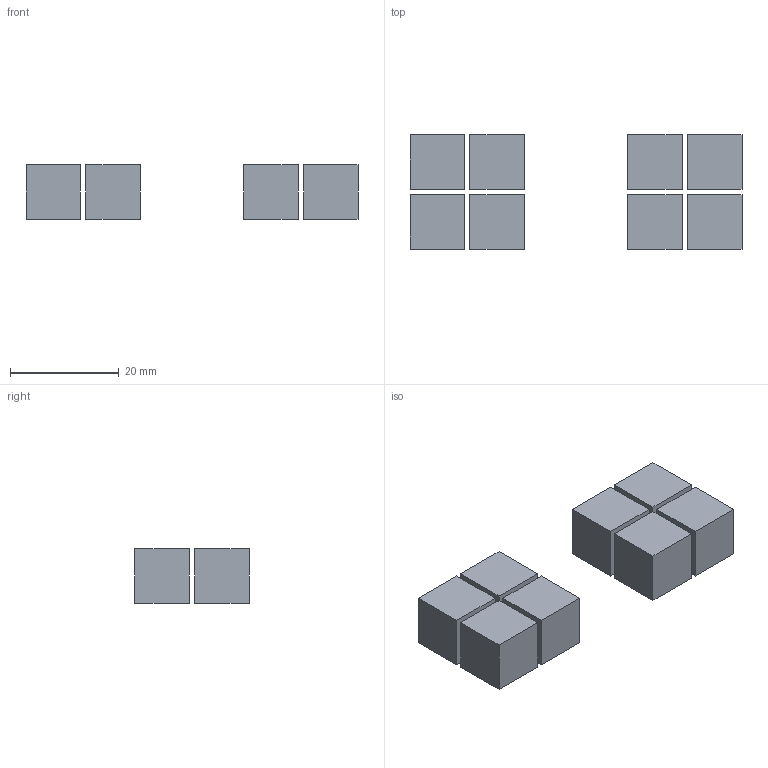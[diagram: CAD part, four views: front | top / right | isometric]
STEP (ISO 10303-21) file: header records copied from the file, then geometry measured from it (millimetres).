
FILE_DESCRIPTION(('FreeCAD Model'),'2;1');
FILE_NAME( 'compounds.step', '2019-09-02T11:45:25',('Author'),(''), 'Open CASCADE STEP processor 7.2','FreeCAD','Unknown');
FILE_SCHEMA(('AUTOMOTIVE_DESIGN_CC2 { 1 2 10303 214 -1 1 5 4 }'));
Length unit declared in the file: millimetre
Products named in the file (6): CompSolid; Open CASCADE STEP translator 7.2 4.1; Open CASCADE STEP translator 7.2 4.2; Open CASCADE STEP translator 7.2 4.3; Open CASCADE STEP translator 7.2 4.4; Compound
Assembly tree (4 placements, depth 2):
  CompSolid
    Open CASCADE STEP translator 7.2 4.1
    Open CASCADE STEP translator 7.2 4.2
    Open CASCADE STEP translator 7.2 4.3
    Open CASCADE STEP translator 7.2 4.4
  Compound
Bounding box: 61 x 21 x 10 mm (x, y, z)
Volume: 8000 mm3; surface area: 4800 mm2
Topology: 8 solids, 8 shells, 48 faces, 96 edges, 64 vertices
Faces by surface type: plane 48
Entity records: 2594 total; most frequent: CARTESIAN_POINT 405, DIRECTION 394, LINE 288, VECTOR 288, ORIENTED_EDGE 192, PCURVE 192, DEFINITIONAL_REPRESENTATION 192, EDGE_CURVE 96
